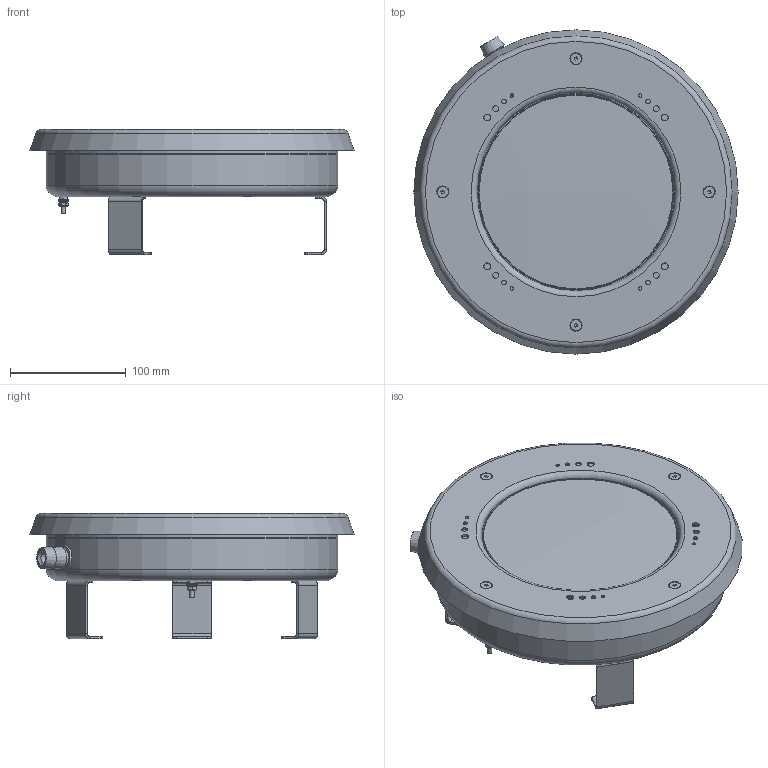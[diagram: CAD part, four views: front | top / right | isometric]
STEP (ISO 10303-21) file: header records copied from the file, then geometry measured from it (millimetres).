
FILE_DESCRIPTION (( 'STEP AP214' ), '1' );
FILE_NAME ('珇.30.PAR56.STEP', '2025-03-25T07:52:57', ( '' ), ( '' ), 'SwSTEP 2.0', 'SolidWorks 2022', '' );
FILE_SCHEMA (( 'AUTOMOTIVE_DESIGN' ));
Length unit declared in the file: millimetre
Products named in the file (27): ПС.30.PAR56.003.00.000 - Панель; ПС.30.002.00.007 - Штуцер; Шайба 4,3 А2 DIN125; Винт M5 x 25 А2 DIN 7991; ПС.30.PAR56; ВЗ.625.1.000.00.002 - Втулка; Винт M5х14 А2 ISO 7380; ПС.30.PAR56.002.00.000 - Фланец прижимной в сборе; Шайба 4 А2 DIN127; ПС.30.002.00.009 - Прокладка гермоввода; Гайка M4 А2 DIN934; Втулка резьбовая нержавеющая CD 7х20 М5; ПС.30.PAR56.001.00.002 - Чашка; Винт M5 x 16 А2 DIN 7991; ПС.30.PAR56.003.01.001 - Панель лицевая; Винт прожектора PS710P30W2A; ПС.30.PAR56.001.00.001 - Фланец резьбовой_цельное; ПС.30.PAR56.001.00.000 - Корпус; ПС.30.002.00.008 - Шайба гермоввода; ПС.30.PAR56.000.00.001 - Уплотнение_цельное; Упор прожектора PS710P30W2A; ПС.30.002.00.004 - Гермоввод; ПС.30.PAR56.002.00.001 - Фланец прижимной_цельное; ПС.30.PAR56.003.01.000 - Панель лицевая; ПС.30.PAR56.001.00.003 - Ножка; Болт M4x12 А2 DIN933; Прожектор PS710P30W2A
Assembly tree (55 placements, depth 4):
  ПС.30.PAR56
    ПС.30.PAR56.001.00.000 - Корпус
      ПС.30.PAR56.001.00.001 - Фланец резьбовой_цельное
      ПС.30.PAR56.001.00.002 - Чашка
      ПС.30.PAR56.001.00.003 - Ножка  x3
      ПС.30.002.00.004 - Гермоввод
      Болт M4x12 А2 DIN933
    ПС.30.PAR56.000.00.001 - Уплотнение_цельное  x2
    ПС.30.PAR56.003.00.000 - Панель
      Прожектор PS710P30W2A
      ПС.30.PAR56.003.01.000 - Панель лицевая
        ПС.30.PAR56.003.01.001 - Панель лицевая
        Втулка резьбовая нержавеющая CD 7х20 М5  x4
      Упор прожектора PS710P30W2A  x4
      Винт M5х14 А2 ISO 7380  x4
      Винт прожектора PS710P30W2A  x4
    ПС.30.PAR56.002.00.000 - Фланец прижимной в сборе
      ПС.30.PAR56.002.00.001 - Фланец прижимной_цельное
      ВЗ.625.1.000.00.002 - Втулка  x4
    Винт M5 x 16 А2 DIN 7991  x8
    Винт M5 x 25 А2 DIN 7991  x4
    ПС.30.002.00.009 - Прокладка гермоввода
    ПС.30.002.00.008 - Шайба гермоввода
    ПС.30.002.00.007 - Штуцер
    Шайба 4,3 А2 DIN125  x2
    Шайба 4 А2 DIN127
    Гайка M4 А2 DIN934
Bounding box: 280 x 280 x 108 mm (x, y, z)
Volume: 688454.6 mm3; surface area: 477861.6 mm2
Topology: 51 solids, 51 shells, 854 faces, 1875 edges, 1153 vertices
Faces by surface type: plane 465, cylinder 235, cone 121, torus 32, sphere 1
Full cylindrical faces by diameter (mm): 3 x4, 3.02 x16, 3.3 x1, 4 x9, 4.2 x12, 4.3 x2, 5 x20, 6 x12, 6.2 x4, 6.4 x8, 7 x38, 8.5 x2, 9 x7, 9.64 x4, 10 x16, 12 x5, 12.5 x3, 12.917 x1, 14 x1, 17 x4, 17.5 x1, 18 x2, 22 x1, 168.2 x1, 171 x1, 174 x1, 176.2 x1, 218 x3, 248 x1, 249 x1
Entity records: 11345 total; most frequent: CARTESIAN_POINT 1979, DIRECTION 1801, ORIENTED_EDGE 1276, AXIS2_PLACEMENT_3D 779, EDGE_LOOP 679, EDGE_CURVE 638, VERTEX_POINT 491, FACE_OUTER_BOUND 481
